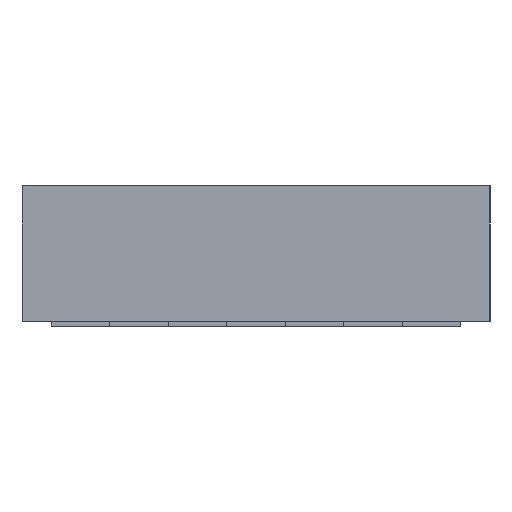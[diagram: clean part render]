
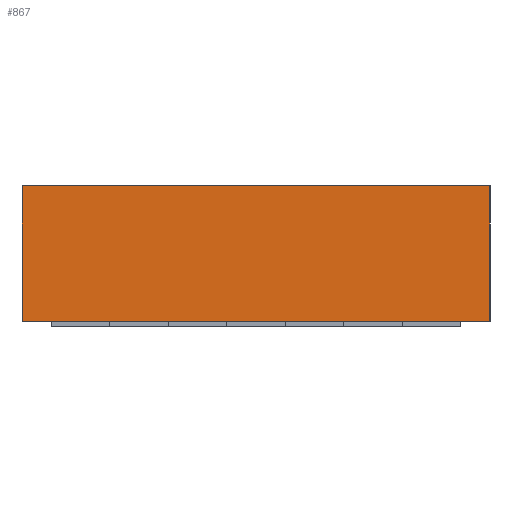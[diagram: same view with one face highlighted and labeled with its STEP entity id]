
A CAD part, left-side view. The second image highlights one B-rep face of the part: STEP entity #867.
In plain terms, the highlighted planar face has unit normal (-1, 0, 0).
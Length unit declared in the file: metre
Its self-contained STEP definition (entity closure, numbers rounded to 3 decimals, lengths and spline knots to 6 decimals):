
#867=ADVANCED_FACE('0:1529',(#1601),#1602,.T.);
#1601=FACE_OUTER_BOUND('',#2327,.T.);
#1602=PLANE('',#2328);
#2327=EDGE_LOOP('',(#4238,#4239,#4240,#4241));
#2328=AXIS2_PLACEMENT_3D('',#4242,#4243,#4244);
#4238=ORIENTED_EDGE('',*,*,#5179,.T.);
#4239=ORIENTED_EDGE('',*,*,#5187,.F.);
#4240=ORIENTED_EDGE('',*,*,#5000,.F.);
#4241=ORIENTED_EDGE('',*,*,#5185,.T.);
#4242=CARTESIAN_POINT('',(-0.0015,0.0,0.0));
#4243=DIRECTION('',(-1.0,0.0,0.0));
#4244=DIRECTION('',(0.0,0.0,1.0));
#5000=EDGE_CURVE('0:1748',#5959,#5960,#5961,.F.);
#5179=EDGE_CURVE('0:3710',#6219,#6217,#6220,.T.);
#5185=EDGE_CURVE('0:3707',#5959,#6219,#6226,.T.);
#5187=EDGE_CURVE('0:3695',#5960,#6217,#6228,.F.);
#5959=VERTEX_POINT('NONE',#7819);
#5960=VERTEX_POINT('NONE',#7820);
#5961=LINE('',#7821,#7822);
#6217=VERTEX_POINT('NONE',#8240);
#6219=VERTEX_POINT('NONE',#8243);
#6220=LINE('',#8244,#8245);
#6226=LINE('',#8254,#8255);
#6228=LINE('',#8257,#8258);
#7819=CARTESIAN_POINT('',(-0.0015,0.001,0.00058));
#7820=CARTESIAN_POINT('',(-0.0015,-0.001,0.00058));
#7821=CARTESIAN_POINT('',(-0.0015,0.0,0.00058));
#7822=VECTOR('',#8632,1.0);
#8240=CARTESIAN_POINT('',(-0.0015,-0.001,0.0));
#8243=CARTESIAN_POINT('',(-0.0015,0.001,0.0));
#8244=CARTESIAN_POINT('',(-0.0015,0.0,0.0));
#8245=VECTOR('',#8753,1.0);
#8254=CARTESIAN_POINT('',(-0.0015,0.001,0.0));
#8255=VECTOR('',#8757,1.0);
#8257=CARTESIAN_POINT('',(-0.0015,-0.001,0.0));
#8258=VECTOR('',#8758,1.0);
#8632=DIRECTION('',(0.0,1.0,-0.0));
#8753=DIRECTION('',(-0.0,-1.0,0.0));
#8757=DIRECTION('',(0.0,0.0,-1.0));
#8758=DIRECTION('',(0.0,0.0,1.0));
